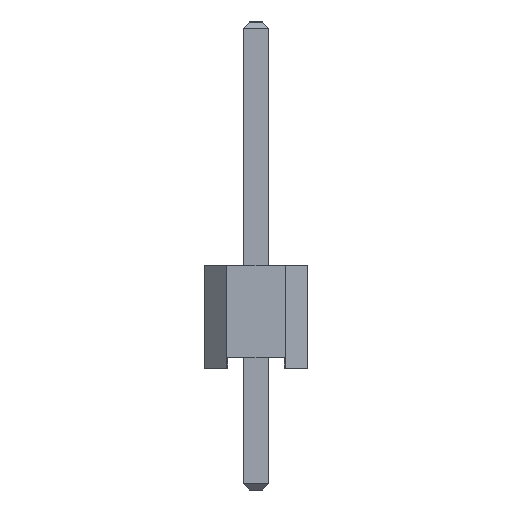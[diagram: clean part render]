
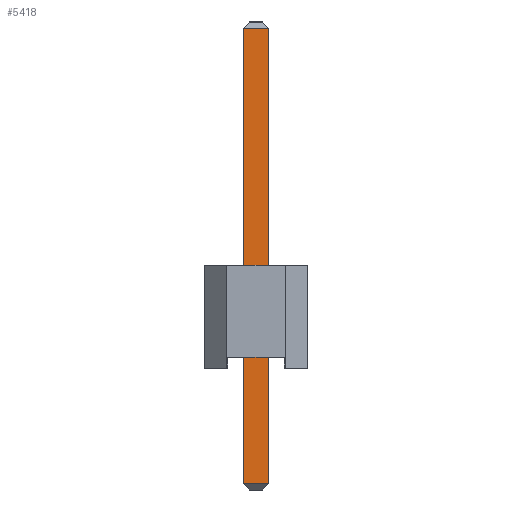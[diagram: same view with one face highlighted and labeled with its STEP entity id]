
A CAD part, left-side view. The second image highlights one B-rep face of the part: STEP entity #5418.
In plain terms, the highlighted planar face has unit normal (-1, 0, 0).
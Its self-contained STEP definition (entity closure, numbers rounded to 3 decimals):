
#90=FACE_OUTER_BOUND('',#426,.T.);
#426=EDGE_LOOP('',(#3637,#3638,#3639,#3640));
#773=LINE('',#7629,#1541);
#787=LINE('',#7655,#1555);
#798=LINE('',#7678,#1566);
#800=LINE('',#7681,#1568);
#1541=VECTOR('',#6174,10.);
#1555=VECTOR('',#6196,10.);
#1566=VECTOR('',#6219,10.);
#1568=VECTOR('',#6223,10.);
#2297=VERTEX_POINT('',#7627);
#2298=VERTEX_POINT('',#7628);
#2306=VERTEX_POINT('',#7653);
#2310=VERTEX_POINT('',#7666);
#2789=EDGE_CURVE('',#2297,#2298,#773,.T.);
#2803=EDGE_CURVE('',#2297,#2306,#787,.T.);
#2814=EDGE_CURVE('',#2310,#2306,#798,.T.);
#2816=EDGE_CURVE('',#2298,#2310,#800,.T.);
#3637=ORIENTED_EDGE('',*,*,#2789,.F.);
#3638=ORIENTED_EDGE('',*,*,#2803,.T.);
#3639=ORIENTED_EDGE('',*,*,#2814,.F.);
#3640=ORIENTED_EDGE('',*,*,#2816,.F.);
#5082=PLANE('',#5792);
#5418=ADVANCED_FACE('',(#90),#5082,.T.);
#5792=AXIS2_PLACEMENT_3D('',#7680,#6221,#6222);
#6174=DIRECTION('',(0.,1.,0.));
#6196=DIRECTION('',(0.,0.,1.));
#6219=DIRECTION('',(0.,-1.,0.));
#6221=DIRECTION('center_axis',(-1.,0.,0.));
#6222=DIRECTION('ref_axis',(0.,-1.,0.));
#6223=DIRECTION('',(0.,0.,1.));
#7627=CARTESIAN_POINT('',(-14.29,-0.32,-2.8));
#7628=CARTESIAN_POINT('',(-14.29,0.32,-2.8));
#7629=CARTESIAN_POINT('',(-14.29,0.16,-2.8));
#7653=CARTESIAN_POINT('',(-14.29,-0.32,8.44));
#7655=CARTESIAN_POINT('',(-14.29,-0.32,-2.95));
#7666=CARTESIAN_POINT('',(-14.29,0.32,8.44));
#7678=CARTESIAN_POINT('',(-14.29,0.16,8.44));
#7680=CARTESIAN_POINT('Origin',(-14.29,0.32,-2.95));
#7681=CARTESIAN_POINT('',(-14.29,0.32,-2.95));
